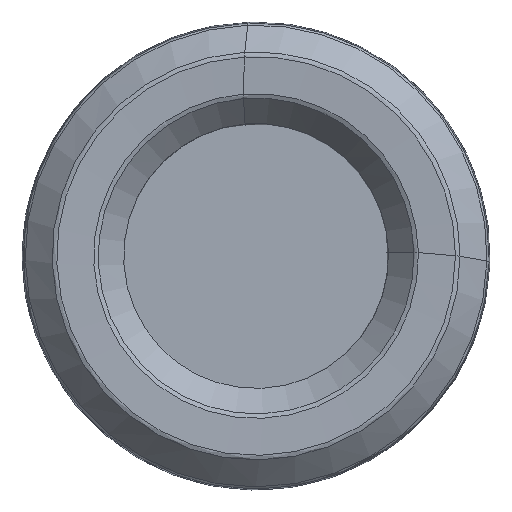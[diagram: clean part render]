
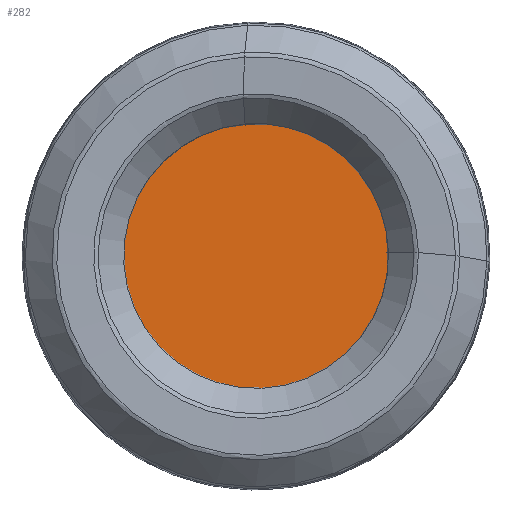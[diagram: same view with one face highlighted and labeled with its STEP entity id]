
A CAD part, left-side view. The second image highlights one B-rep face of the part: STEP entity #282.
In plain terms, the highlighted planar face has unit normal (-1, 0, 0).
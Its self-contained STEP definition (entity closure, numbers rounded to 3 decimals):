
#57=PLANE('',#880);
#282=ADVANCED_FACE('',(#362),#57,.F.);
#362=FACE_OUTER_BOUND('',#402,.T.);
#402=EDGE_LOOP('',(#632));
#483=CIRCLE('',#879,17.814);
#632=ORIENTED_EDGE('',*,*,#779,.T.);
#697=VERTEX_POINT('',#1738);
#779=EDGE_CURVE('',#697,#697,#483,.T.);
#879=AXIS2_PLACEMENT_3D('',#1737,#1031,#1032);
#880=AXIS2_PLACEMENT_3D('',#1756,#1034,#1035);
#1031=DIRECTION('',(-1.,0.,0.));
#1032=DIRECTION('',(0.,0.,1.));
#1034=DIRECTION('',(1.,0.,0.));
#1035=DIRECTION('',(0.,0.,-1.));
#1737=CARTESIAN_POINT('',(4.,0.,0.));
#1738=CARTESIAN_POINT('',(4.,0.,17.814));
#1756=CARTESIAN_POINT('',(4.,10.,0.));
